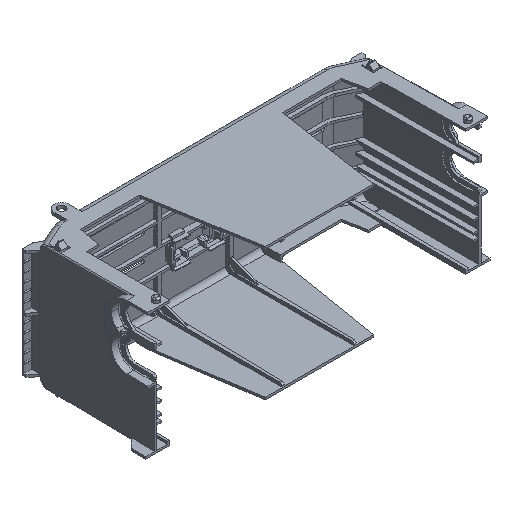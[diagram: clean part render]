
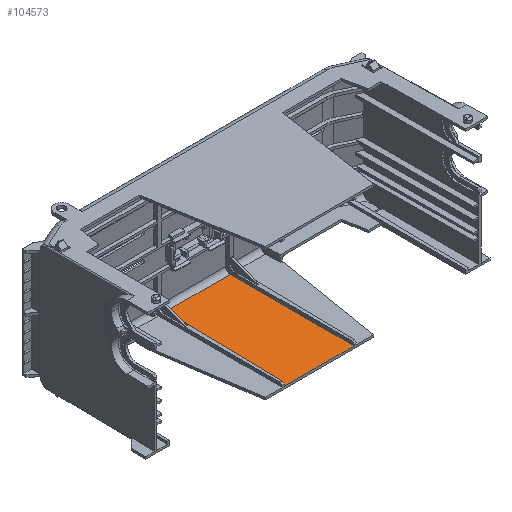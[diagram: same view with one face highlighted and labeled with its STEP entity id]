
A CAD part, isometric view. The second image highlights one B-rep face of the part: STEP entity #104573.
In plain terms, the highlighted planar face has unit normal (0, -0.009, 1).
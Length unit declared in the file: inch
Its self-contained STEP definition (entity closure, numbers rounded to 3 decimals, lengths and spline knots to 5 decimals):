
#6918 = DIRECTION ( 'NONE',  ( 0., 0.009, -1. ) ) ;
#9866 = VECTOR ( 'NONE', #54213, 39.37008 ) ;
#20017 = LINE ( 'NONE', #83964, #9866 ) ;
#22502 = LINE ( 'NONE', #84119, #60449 ) ;
#24506 = CARTESIAN_POINT ( 'NONE',  ( 1.18246, 4.25334, -2.33071 ) ) ;
#25538 = ORIENTED_EDGE ( 'NONE', *, *, #50468, .T. ) ;
#25858 = LINE ( 'NONE', #34964, #38603 ) ;
#27706 = EDGE_LOOP ( 'NONE', ( #25538, #31405, #79042, #69293 ) ) ;
#31344 = DIRECTION ( 'NONE',  ( 0., 1., 0.009 ) ) ;
#31405 = ORIENTED_EDGE ( 'NONE', *, *, #54620, .F. ) ;
#34964 = CARTESIAN_POINT ( 'NONE',  ( -2.73766, -0.05374, -2.3683 ) ) ;
#38603 = VECTOR ( 'NONE', #84469, 39.37008 ) ;
#47255 = CARTESIAN_POINT ( 'NONE',  ( -1.22005, -0.05374, -2.3683 ) ) ;
#47329 = PLANE ( 'NONE',  #82549 ) ;
#48657 = CARTESIAN_POINT ( 'NONE',  ( 1.22005, -0.05374, -2.3683 ) ) ;
#50468 = EDGE_CURVE ( 'NONE', #57465, #70900, #25858, .T. ) ;
#52620 = VERTEX_POINT ( 'NONE', #90807 ) ;
#54213 = DIRECTION ( 'NONE',  ( 0.009, 1., 0.009 ) ) ;
#54399 = CARTESIAN_POINT ( 'NONE',  ( -4.58896, 4.4875, -2.32866 ) ) ;
#54620 = EDGE_CURVE ( 'NONE', #52620, #70900, #95115, .T. ) ;
#57465 = VERTEX_POINT ( 'NONE', #47255 ) ;
#60449 = VECTOR ( 'NONE', #100707, 39.37008 ) ;
#69293 = ORIENTED_EDGE ( 'NONE', *, *, #88996, .F. ) ;
#70900 = VERTEX_POINT ( 'NONE', #48657 ) ;
#79042 = ORIENTED_EDGE ( 'NONE', *, *, #83123, .F. ) ;
#81151 = DIRECTION ( 'NONE',  ( 0.009, -1., -0.009 ) ) ;
#82549 = AXIS2_PLACEMENT_3D ( 'NONE', #54399, #6918, #31344 ) ;
#83123 = EDGE_CURVE ( 'NONE', #102337, #52620, #22502, .T. ) ;
#83964 = CARTESIAN_POINT ( 'NONE',  ( -1.22005, -0.05374, -2.3683 ) ) ;
#84119 = CARTESIAN_POINT ( 'NONE',  ( -4.58896, 4.25334, -2.33071 ) ) ;
#84469 = DIRECTION ( 'NONE',  ( 1., 0., 0. ) ) ;
#86280 = VECTOR ( 'NONE', #81151, 39.37008 ) ;
#88996 = EDGE_CURVE ( 'NONE', #57465, #102337, #20017, .T. ) ;
#90807 = CARTESIAN_POINT ( 'NONE',  ( 1.18246, 4.25334, -2.33071 ) ) ;
#95115 = LINE ( 'NONE', #24506, #86280 ) ;
#95543 = FACE_OUTER_BOUND ( 'NONE', #27706, .T. ) ;
#100707 = DIRECTION ( 'NONE',  ( 1., 0., 0. ) ) ;
#100856 = CARTESIAN_POINT ( 'NONE',  ( -1.18246, 4.25334, -2.33071 ) ) ;
#102337 = VERTEX_POINT ( 'NONE', #100856 ) ;
#104573 = ADVANCED_FACE ( 'NONE', ( #95543 ), #47329, .F. ) ;
